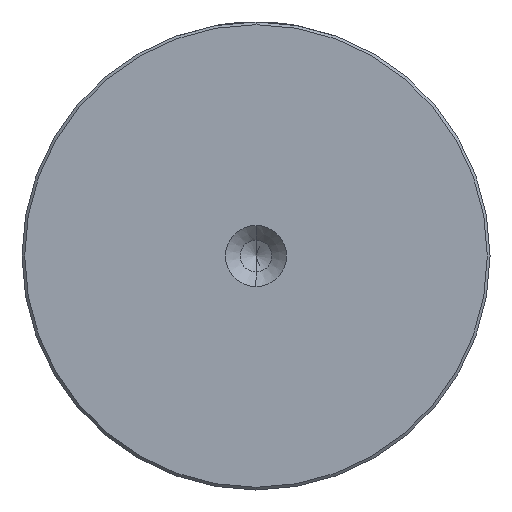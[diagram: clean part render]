
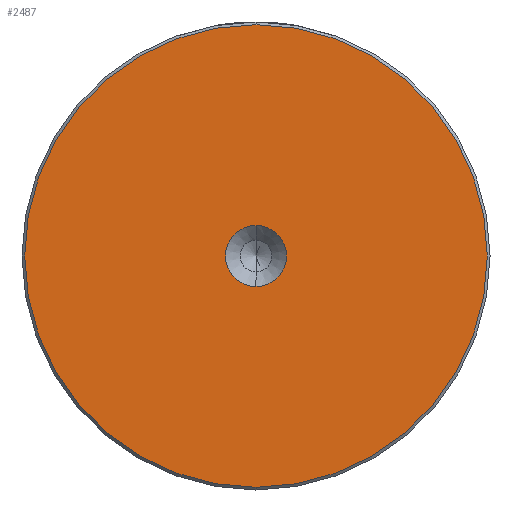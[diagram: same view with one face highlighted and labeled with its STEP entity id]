
A CAD part, left-side view. The second image highlights one B-rep face of the part: STEP entity #2487.
In plain terms, the highlighted planar face has unit normal (-1, 0, 0).
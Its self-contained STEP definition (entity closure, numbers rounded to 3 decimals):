
#52 = EDGE_LOOP ( 'NONE', ( #1293, #351 ) ) ;
#143 = DIRECTION ( 'NONE',  ( -1., 0., 0. ) ) ;
#153 = AXIS2_PLACEMENT_3D ( 'NONE', #372, #143, #735 ) ;
#233 = EDGE_LOOP ( 'NONE', ( #1968, #1634 ) ) ;
#351 = ORIENTED_EDGE ( 'NONE', *, *, #2396, .F. ) ;
#372 = CARTESIAN_POINT ( 'NONE',  ( 0., 0., 0. ) ) ;
#506 = EDGE_CURVE ( 'NONE', #1989, #2361, #1348, .T. ) ;
#577 = CARTESIAN_POINT ( 'NONE',  ( 0., 0., 5.6 ) ) ;
#585 = FACE_BOUND ( 'NONE', #52, .T. ) ;
#729 = AXIS2_PLACEMENT_3D ( 'NONE', #959, #2386, #1160 ) ;
#735 = DIRECTION ( 'NONE',  ( 0., 0., 1. ) ) ;
#798 = DIRECTION ( 'NONE',  ( -1., 0., 0. ) ) ;
#903 = AXIS2_PLACEMENT_3D ( 'NONE', #1896, #1888, #1877 ) ;
#949 = CARTESIAN_POINT ( 'NONE',  ( 0., 0., 42.5 ) ) ;
#953 = VERTEX_POINT ( 'NONE', #577 ) ;
#959 = CARTESIAN_POINT ( 'NONE',  ( 0., 0., 0. ) ) ;
#967 = CARTESIAN_POINT ( 'NONE',  ( 0., 0., -5.6 ) ) ;
#982 = CARTESIAN_POINT ( 'NONE',  ( 0., 0., -42.5 ) ) ;
#986 = CIRCLE ( 'NONE', #729, 42.5 ) ;
#1120 = VERTEX_POINT ( 'NONE', #967 ) ;
#1144 = AXIS2_PLACEMENT_3D ( 'NONE', #2415, #1189, #2623 ) ;
#1160 = DIRECTION ( 'NONE',  ( 0., 0., 1. ) ) ;
#1161 = EDGE_CURVE ( 'NONE', #953, #1120, #1567, .T. ) ;
#1189 = DIRECTION ( 'NONE',  ( -1., 0., 0. ) ) ;
#1224 = DIRECTION ( 'NONE',  ( 0., 0., 1. ) ) ;
#1293 = ORIENTED_EDGE ( 'NONE', *, *, #1161, .F. ) ;
#1348 = CIRCLE ( 'NONE', #903, 42.5 ) ;
#1399 = CIRCLE ( 'NONE', #1144, 5.6 ) ;
#1567 = CIRCLE ( 'NONE', #153, 5.6 ) ;
#1634 = ORIENTED_EDGE ( 'NONE', *, *, #506, .T. ) ;
#1687 = FACE_OUTER_BOUND ( 'NONE', #233, .T. ) ;
#1877 = DIRECTION ( 'NONE',  ( 0., 0., 1. ) ) ;
#1888 = DIRECTION ( 'NONE',  ( -1., 0., 0. ) ) ;
#1896 = CARTESIAN_POINT ( 'NONE',  ( 0., 0., 0. ) ) ;
#1968 = ORIENTED_EDGE ( 'NONE', *, *, #2312, .T. ) ;
#1989 = VERTEX_POINT ( 'NONE', #949 ) ;
#2044 = CARTESIAN_POINT ( 'NONE',  ( 0., 0., 0. ) ) ;
#2250 = AXIS2_PLACEMENT_3D ( 'NONE', #2044, #798, #1224 ) ;
#2312 = EDGE_CURVE ( 'NONE', #2361, #1989, #986, .T. ) ;
#2361 = VERTEX_POINT ( 'NONE', #982 ) ;
#2386 = DIRECTION ( 'NONE',  ( -1., 0., 0. ) ) ;
#2396 = EDGE_CURVE ( 'NONE', #1120, #953, #1399, .T. ) ;
#2415 = CARTESIAN_POINT ( 'NONE',  ( 0., 0., 0. ) ) ;
#2443 = PLANE ( 'NONE',  #2250 ) ;
#2487 = ADVANCED_FACE ( 'NONE', ( #1687, #585 ), #2443, .T. ) ;
#2623 = DIRECTION ( 'NONE',  ( 0., 0., 1. ) ) ;
